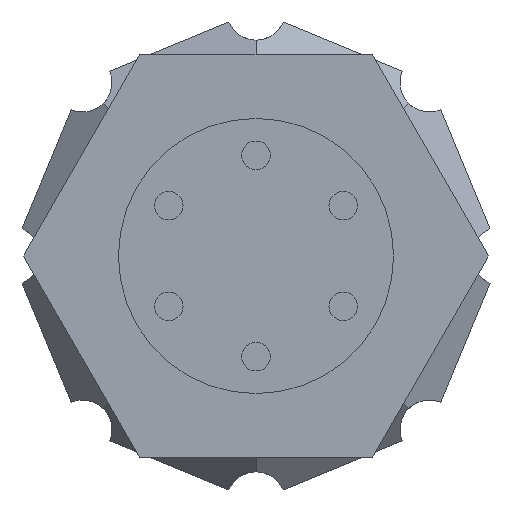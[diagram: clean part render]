
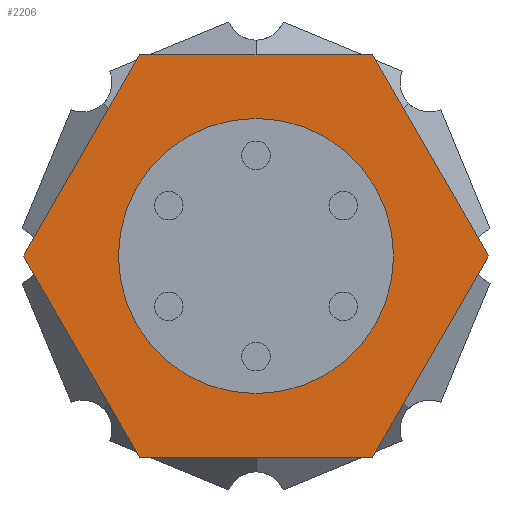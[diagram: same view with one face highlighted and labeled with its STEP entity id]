
A CAD part, front view. The second image highlights one B-rep face of the part: STEP entity #2206.
In plain terms, the highlighted planar face has unit normal (0, -1, 0).
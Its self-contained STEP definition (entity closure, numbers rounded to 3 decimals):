
#137 = DIRECTION ( 'NONE',  ( 1., 0., 0. ) ) ;
#143 = ORIENTED_EDGE ( 'NONE', *, *, #2062, .T. ) ;
#171 = CARTESIAN_POINT ( 'NONE',  ( 6.928, -12., -12. ) ) ;
#213 = LINE ( 'NONE', #3223, #3457 ) ;
#270 = FACE_BOUND ( 'NONE', #832, .T. ) ;
#397 = EDGE_CURVE ( 'NONE', #968, #980, #2075, .T. ) ;
#440 = LINE ( 'NONE', #2481, #1292 ) ;
#500 = ORIENTED_EDGE ( 'NONE', *, *, #2713, .T. ) ;
#537 = ORIENTED_EDGE ( 'NONE', *, *, #3646, .T. ) ;
#599 = EDGE_LOOP ( 'NONE', ( #3653, #537, #143, #2424, #3359, #500 ) ) ;
#670 = DIRECTION ( 'NONE',  ( -1., 0., 0. ) ) ;
#749 = DIRECTION ( 'NONE',  ( 0.5, 0., -0.866 ) ) ;
#819 = VERTEX_POINT ( 'NONE', #3848 ) ;
#832 = EDGE_LOOP ( 'NONE', ( #1327, #2832 ) ) ;
#845 = VERTEX_POINT ( 'NONE', #1224 ) ;
#876 = VERTEX_POINT ( 'NONE', #2224 ) ;
#893 = VERTEX_POINT ( 'NONE', #3339 ) ;
#917 = DIRECTION ( 'NONE',  ( 0., -1., 0. ) ) ;
#952 = VERTEX_POINT ( 'NONE', #1661 ) ;
#964 = DIRECTION ( 'NONE',  ( 0., -1., 0. ) ) ;
#968 = VERTEX_POINT ( 'NONE', #3632 ) ;
#980 = VERTEX_POINT ( 'NONE', #3923 ) ;
#1099 = CARTESIAN_POINT ( 'NONE',  ( -13.856, -12., 0. ) ) ;
#1186 = VECTOR ( 'NONE', #3044, 1000. ) ;
#1222 = CARTESIAN_POINT ( 'NONE',  ( 0., -12., 0. ) ) ;
#1224 = CARTESIAN_POINT ( 'NONE',  ( 0., -12., -8.2 ) ) ;
#1292 = VECTOR ( 'NONE', #137, 1000. ) ;
#1327 = ORIENTED_EDGE ( 'NONE', *, *, #3451, .F. ) ;
#1464 = EDGE_CURVE ( 'NONE', #876, #1553, #2949, .T. ) ;
#1468 = VECTOR ( 'NONE', #670, 1000. ) ;
#1553 = VERTEX_POINT ( 'NONE', #2919 ) ;
#1568 = CIRCLE ( 'NONE', #2702, 8.2 ) ;
#1647 = CARTESIAN_POINT ( 'NONE',  ( 13.856, -12., 0. ) ) ;
#1661 = CARTESIAN_POINT ( 'NONE',  ( -6.928, -12., -12. ) ) ;
#1987 = VECTOR ( 'NONE', #3626, 1000. ) ;
#2062 = EDGE_CURVE ( 'NONE', #893, #952, #2352, .T. ) ;
#2075 = LINE ( 'NONE', #171, #1186 ) ;
#2206 = ADVANCED_FACE ( 'NONE', ( #270, #3417 ), #3581, .T. ) ;
#2224 = CARTESIAN_POINT ( 'NONE',  ( 6.928, -12., 12. ) ) ;
#2352 = LINE ( 'NONE', #1099, #3729 ) ;
#2424 = ORIENTED_EDGE ( 'NONE', *, *, #2668, .T. ) ;
#2481 = CARTESIAN_POINT ( 'NONE',  ( -6.928, -12., -12. ) ) ;
#2608 = CARTESIAN_POINT ( 'NONE',  ( 6.928, -12., 12. ) ) ;
#2668 = EDGE_CURVE ( 'NONE', #952, #968, #440, .T. ) ;
#2672 = DIRECTION ( 'NONE',  ( -0.5, 0., -0.866 ) ) ;
#2702 = AXIS2_PLACEMENT_3D ( 'NONE', #2838, #964, #3118 ) ;
#2713 = EDGE_CURVE ( 'NONE', #980, #876, #2819, .T. ) ;
#2726 = EDGE_CURVE ( 'NONE', #819, #845, #3371, .T. ) ;
#2741 = DIRECTION ( 'NONE',  ( 0., -1., 0. ) ) ;
#2793 = AXIS2_PLACEMENT_3D ( 'NONE', #2810, #917, #3093 ) ;
#2810 = CARTESIAN_POINT ( 'NONE',  ( 0., -12., 0. ) ) ;
#2819 = LINE ( 'NONE', #1647, #1987 ) ;
#2832 = ORIENTED_EDGE ( 'NONE', *, *, #2726, .F. ) ;
#2838 = CARTESIAN_POINT ( 'NONE',  ( 0., -12., 0. ) ) ;
#2919 = CARTESIAN_POINT ( 'NONE',  ( -6.928, -12., 12. ) ) ;
#2949 = LINE ( 'NONE', #2608, #1468 ) ;
#3044 = DIRECTION ( 'NONE',  ( 0.5, 0., 0.866 ) ) ;
#3093 = DIRECTION ( 'NONE',  ( 0., 0., -1. ) ) ;
#3118 = DIRECTION ( 'NONE',  ( 0., 0., -1. ) ) ;
#3223 = CARTESIAN_POINT ( 'NONE',  ( -6.928, -12., 12. ) ) ;
#3339 = CARTESIAN_POINT ( 'NONE',  ( -13.856, -12., 0. ) ) ;
#3359 = ORIENTED_EDGE ( 'NONE', *, *, #397, .T. ) ;
#3361 = AXIS2_PLACEMENT_3D ( 'NONE', #1222, #2741, #3863 ) ;
#3371 = CIRCLE ( 'NONE', #2793, 8.2 ) ;
#3417 = FACE_OUTER_BOUND ( 'NONE', #599, .T. ) ;
#3451 = EDGE_CURVE ( 'NONE', #845, #819, #1568, .T. ) ;
#3457 = VECTOR ( 'NONE', #2672, 1000. ) ;
#3581 = PLANE ( 'NONE',  #3361 ) ;
#3626 = DIRECTION ( 'NONE',  ( -0.5, 0., 0.866 ) ) ;
#3632 = CARTESIAN_POINT ( 'NONE',  ( 6.928, -12., -12. ) ) ;
#3646 = EDGE_CURVE ( 'NONE', #1553, #893, #213, .T. ) ;
#3653 = ORIENTED_EDGE ( 'NONE', *, *, #1464, .T. ) ;
#3729 = VECTOR ( 'NONE', #749, 1000. ) ;
#3848 = CARTESIAN_POINT ( 'NONE',  ( 0., -12., 8.2 ) ) ;
#3863 = DIRECTION ( 'NONE',  ( 0., 0., -1. ) ) ;
#3923 = CARTESIAN_POINT ( 'NONE',  ( 13.856, -12., 0. ) ) ;
